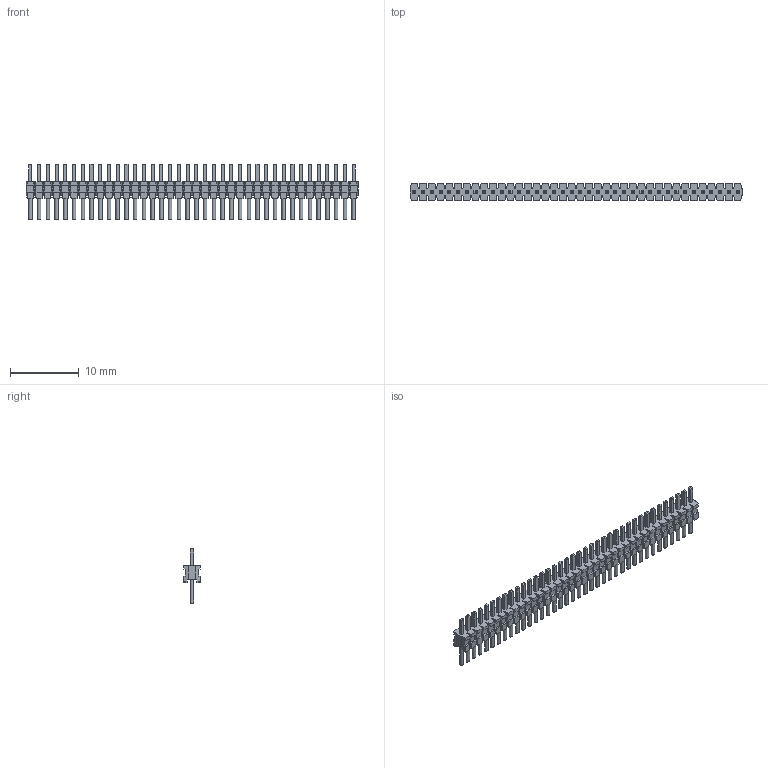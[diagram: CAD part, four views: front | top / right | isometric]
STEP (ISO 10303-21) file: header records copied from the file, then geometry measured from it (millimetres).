
FILE_DESCRIPTION(('FreeCAD Model'),'2;1');
FILE_NAME('Open CASCADE Shape Model','2025-01-08T14:06:45',(''),(''), 'Open CASCADE STEP processor 7.8','FreeCAD','Unknown');
FILE_SCHEMA(('AUTOMOTIVE_DESIGN { 1 0 10303 214 1 1 1 1 }'));
Length unit declared in the file: millimetre
Products named in the file (2): TMS-138-S_header; T-1M6-38-02-S
Bounding box: 48.26 x 2.44 x 8.13 mm (x, y, z)
Volume: 271.2 mm3; surface area: 1455.5 mm2
Topology: 2 solids, 2 shells, 1617 faces, 4724 edges, 3148 vertices
Faces by surface type: plane 1579, cylinder 38
Full cylindrical faces by diameter (mm): 0.508 x38
Entity records: 52772 total; most frequent: CARTESIAN_POINT 9528, ORIENTED_EDGE 9448, DIRECTION 8150, EDGE_CURVE 4724, LINE 4458, VECTOR 4458, VERTEX_POINT 3148, AXIS2_PLACEMENT_3D 1846
